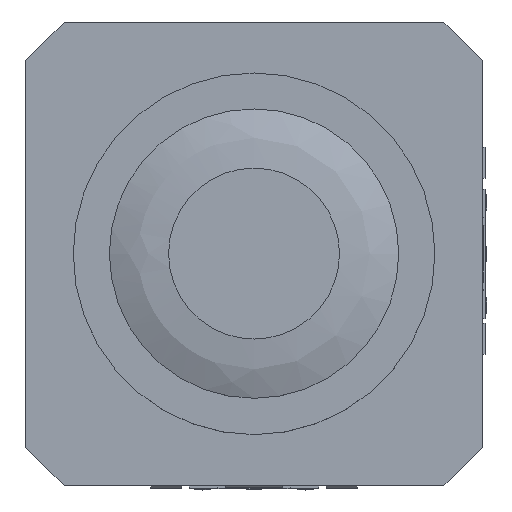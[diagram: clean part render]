
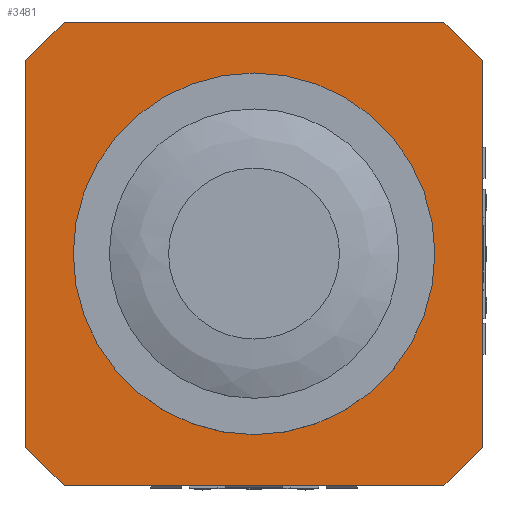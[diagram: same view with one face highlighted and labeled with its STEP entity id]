
A CAD part, top view. The second image highlights one B-rep face of the part: STEP entity #3481.
In plain terms, the highlighted planar face has unit normal (0, 0, 1).
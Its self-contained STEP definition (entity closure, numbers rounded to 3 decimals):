
#72=CIRCLE('',#3747,4.5);
#124=FACE_BOUND('',#500,.T.);
#281=FACE_OUTER_BOUND('',#499,.T.);
#499=EDGE_LOOP('',(#2919,#2920,#2921,#2922,#2923,#2924,#2925,#2926));
#500=EDGE_LOOP('',(#2927));
#862=LINE('',#5499,#1291);
#865=LINE('',#5505,#1294);
#868=LINE('',#5511,#1297);
#871=LINE('',#5517,#1300);
#874=LINE('',#5523,#1303);
#877=LINE('',#5529,#1306);
#880=LINE('',#5535,#1309);
#883=LINE('',#5539,#1312);
#1291=VECTOR('',#4498,10.);
#1294=VECTOR('',#4503,10.);
#1297=VECTOR('',#4508,10.);
#1300=VECTOR('',#4513,10.);
#1303=VECTOR('',#4518,10.);
#1306=VECTOR('',#4523,10.);
#1309=VECTOR('',#4528,10.);
#1312=VECTOR('',#4533,10.);
#1636=VERTEX_POINT('',#5487);
#1640=VERTEX_POINT('',#5496);
#1641=VERTEX_POINT('',#5498);
#1643=VERTEX_POINT('',#5504);
#1645=VERTEX_POINT('',#5510);
#1647=VERTEX_POINT('',#5516);
#1649=VERTEX_POINT('',#5522);
#1651=VERTEX_POINT('',#5528);
#1653=VERTEX_POINT('',#5534);
#2066=EDGE_CURVE('',#1636,#1636,#72,.T.);
#2071=EDGE_CURVE('',#1641,#1640,#862,.T.);
#2074=EDGE_CURVE('',#1643,#1641,#865,.T.);
#2077=EDGE_CURVE('',#1645,#1643,#868,.T.);
#2080=EDGE_CURVE('',#1647,#1645,#871,.T.);
#2083=EDGE_CURVE('',#1649,#1647,#874,.T.);
#2086=EDGE_CURVE('',#1651,#1649,#877,.T.);
#2089=EDGE_CURVE('',#1653,#1651,#880,.T.);
#2092=EDGE_CURVE('',#1640,#1653,#883,.T.);
#2919=ORIENTED_EDGE('',*,*,#2092,.T.);
#2920=ORIENTED_EDGE('',*,*,#2089,.T.);
#2921=ORIENTED_EDGE('',*,*,#2086,.T.);
#2922=ORIENTED_EDGE('',*,*,#2083,.T.);
#2923=ORIENTED_EDGE('',*,*,#2080,.T.);
#2924=ORIENTED_EDGE('',*,*,#2077,.T.);
#2925=ORIENTED_EDGE('',*,*,#2074,.T.);
#2926=ORIENTED_EDGE('',*,*,#2071,.T.);
#2927=ORIENTED_EDGE('',*,*,#2066,.T.);
#3276=PLANE('',#3757);
#3481=ADVANCED_FACE('',(#281,#124),#3276,.T.);
#3747=AXIS2_PLACEMENT_3D('',#5488,#4489,#4490);
#3757=AXIS2_PLACEMENT_3D('',#5540,#4534,#4535);
#4489=DIRECTION('center_axis',(0.,0.,-1.));
#4490=DIRECTION('ref_axis',(-1.,0.,0.));
#4498=DIRECTION('',(-0.707,-0.707,0.));
#4503=DIRECTION('',(-1.,0.,0.));
#4508=DIRECTION('',(-0.707,0.707,0.));
#4513=DIRECTION('',(0.,1.,0.));
#4518=DIRECTION('',(0.707,0.707,0.));
#4523=DIRECTION('',(1.,0.,0.));
#4528=DIRECTION('',(0.707,-0.707,0.));
#4533=DIRECTION('',(0.,-1.,0.));
#4534=DIRECTION('center_axis',(0.,0.,1.));
#4535=DIRECTION('ref_axis',(1.,0.,0.));
#5487=CARTESIAN_POINT('',(13.35,8.975,5.55));
#5488=CARTESIAN_POINT('Origin',(8.85,8.975,5.55));
#5496=CARTESIAN_POINT('',(0.,16.45,5.55));
#5498=CARTESIAN_POINT('',(1.5,17.95,5.55));
#5499=CARTESIAN_POINT('',(0.,16.45,5.55));
#5504=CARTESIAN_POINT('',(16.2,17.95,5.55));
#5505=CARTESIAN_POINT('',(16.2,17.95,5.55));
#5510=CARTESIAN_POINT('',(17.7,16.45,5.55));
#5511=CARTESIAN_POINT('',(16.2,17.95,5.55));
#5516=CARTESIAN_POINT('',(17.7,1.5,5.55));
#5517=CARTESIAN_POINT('',(17.7,1.5,5.55));
#5522=CARTESIAN_POINT('',(16.2,0.,5.55));
#5523=CARTESIAN_POINT('',(16.2,0.,5.55));
#5528=CARTESIAN_POINT('',(1.5,0.,5.55));
#5529=CARTESIAN_POINT('',(1.5,0.,5.55));
#5534=CARTESIAN_POINT('',(0.,1.5,5.55));
#5535=CARTESIAN_POINT('',(0.,1.5,5.55));
#5539=CARTESIAN_POINT('',(0.,16.45,5.55));
#5540=CARTESIAN_POINT('Origin',(8.85,8.975,5.55));
